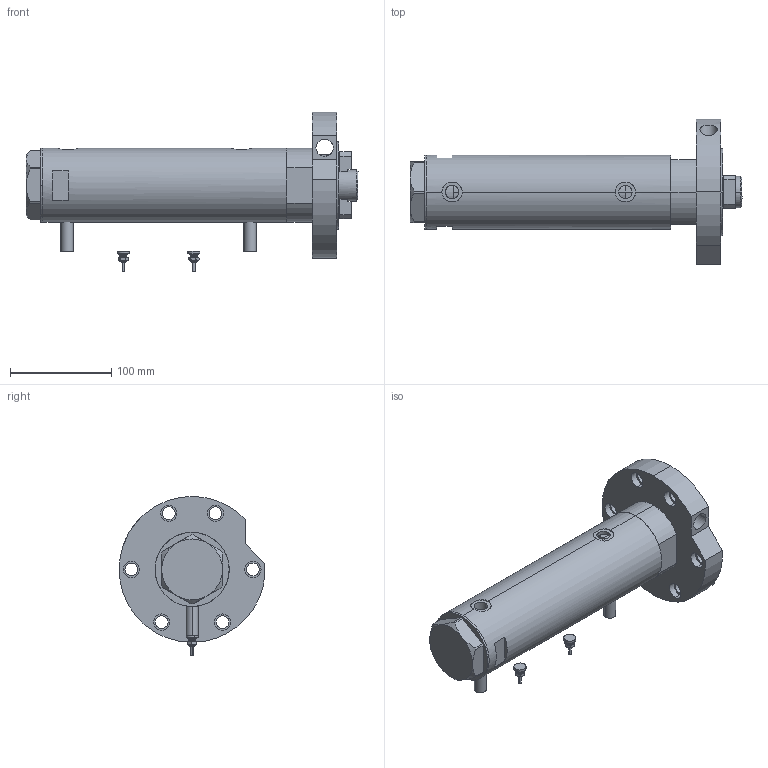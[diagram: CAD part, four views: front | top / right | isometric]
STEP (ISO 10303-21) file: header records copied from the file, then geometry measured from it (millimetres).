
FILE_DESCRIPTION (( 'STEP AP203' ), '1' );
FILE_NAME ('40ec.STEP', '2024-02-12T03:35:27', ( '' ), ( '' ), 'SwSTEP 2.0', 'SolidWorks 2019', '' );
FILE_SCHEMA (( 'CONFIG_CONTROL_DESIGN' ));
Length unit declared in the file: millimetre
Products named in the file (8): 40ec; V270CG_BACK 983a636fae9d8d76d95a2df0c1e316a1; Switch; V270CG_VC 983a636fae9d8d76d95a2df0c1e316a1; V270CG_RF211E 983a636fae9d8d76d95a2df0c1e316a1; V270CG_MIDDLE 983a636fae9d8d76d95a2df0c1e316a1; V270CG_RF211D 983a636fae9d8d76d95a2df0c1e316a1; V270CG_FRONT 983a636fae9d8d76d95a2df0c1e316a1
Assembly tree (9 placements, depth 2):
  40ec
    V270CG_MIDDLE 983a636fae9d8d76d95a2df0c1e316a1
    V270CG_BACK 983a636fae9d8d76d95a2df0c1e316a1
    V270CG_FRONT 983a636fae9d8d76d95a2df0c1e316a1
    V270CG_VC 983a636fae9d8d76d95a2df0c1e316a1
    V270CG_RF211D 983a636fae9d8d76d95a2df0c1e316a1  x2
    V270CG_RF211E 983a636fae9d8d76d95a2df0c1e316a1
    Switch  x2
Bounding box: 327.5 x 143.75 x 157 mm (x, y, z)
Volume: 1432348.6 mm3; surface area: 245634.1 mm2
Topology: 9 solids, 9 shells, 296 faces, 669 edges, 419 vertices
Faces by surface type: cylinder 120, plane 112, cone 40, torus 24
Entity records: 8289 total; most frequent: CARTESIAN_POINT 2038, DIRECTION 1197, ORIENTED_EDGE 1050, EDGE_CURVE 525, AXIS2_PLACEMENT_3D 496, VERTEX_POINT 331, EDGE_LOOP 282, CIRCLE 254
